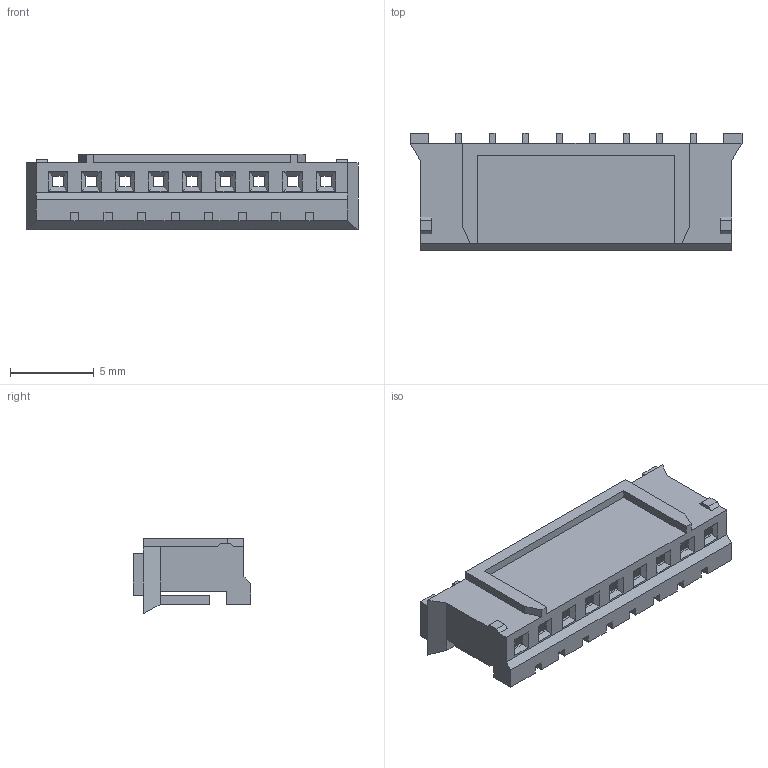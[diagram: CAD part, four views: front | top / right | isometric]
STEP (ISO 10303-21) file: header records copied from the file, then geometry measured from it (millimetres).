
FILE_DESCRIPTION((''),'2;1');
FILE_NAME('FHG20001-S04M2W1B','2025-01-22T',('工程三'),(''),'PRO/ENGINEER BY PARAMETRIC TECHNOLOGY CORPORATION, 2010280','PRO/ENGINEER BY PARAMETRIC TECHNOLOGY CORPORATION, 2010280','');
FILE_SCHEMA(('CONFIG_CONTROL_DESIGN'));
Length unit declared in the file: millimetre
Products named in the file (1): FHG20001-S04M2W1B
Bounding box: 19.8 x 7 x 4.5 mm (x, y, z)
Volume: 169.4 mm3; surface area: 915.7 mm2
Topology: 1 solids, 1 shells, 367 faces, 1053 edges, 670 vertices
Faces by surface type: plane 367
Entity records: 11729 total; most frequent: ORIENTED_EDGE 2106, CARTESIAN_POINT 2090, DIRECTION 1787, VECTOR 1053, LINE 1053, EDGE_CURVE 1053, VERTEX_POINT 670, EDGE_LOOP 385
